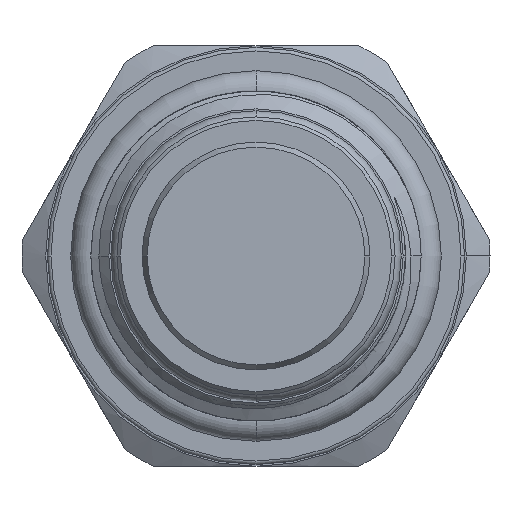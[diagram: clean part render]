
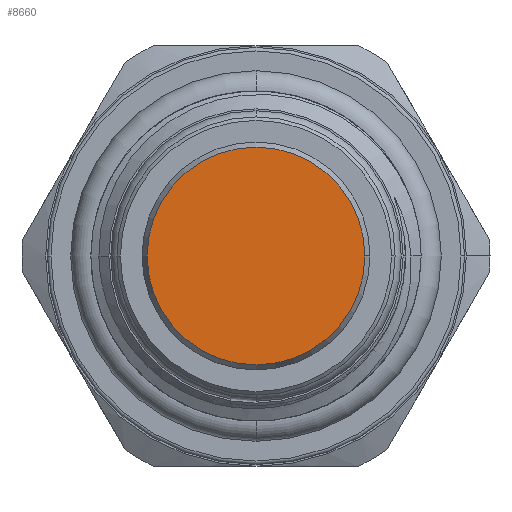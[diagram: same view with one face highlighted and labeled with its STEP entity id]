
A CAD part, left-side view. The second image highlights one B-rep face of the part: STEP entity #8660.
In plain terms, the highlighted planar face has unit normal (-1, 0, 0).
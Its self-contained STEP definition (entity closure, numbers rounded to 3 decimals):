
#204 = DIRECTION ( 'NONE',  ( 0., -1., 0. ) ) ;
#205 = DIRECTION ( 'NONE',  ( 1., 0., 0. ) ) ;
#215 = PLANE ( 'NONE',  #11285 ) ;
#219 = CARTESIAN_POINT ( 'NONE',  ( -64.995, -6.46, 0. ) ) ;
#290 = CARTESIAN_POINT ( 'NONE',  ( -64.995, 6.211, 0. ) ) ;
#467 = CARTESIAN_POINT ( 'NONE',  ( -64.995, -6.211, 0. ) ) ;
#740 = AXIS2_PLACEMENT_3D ( 'NONE', #10949, #10948, #10947 ) ;
#977 = EDGE_CURVE ( 'NONE', #3804, #3866, #13189, .T. ) ;
#3623 = ORIENTED_EDGE ( 'NONE', *, *, #977, .T. ) ;
#3804 = VERTEX_POINT ( 'NONE', #467 ) ;
#3866 = VERTEX_POINT ( 'NONE', #290 ) ;
#4480 = ORIENTED_EDGE ( 'NONE', *, *, #11272, .T. ) ;
#4651 = EDGE_LOOP ( 'NONE', ( #3623, #4480 ) ) ;
#8660 = ADVANCED_FACE ( 'NONE', ( #12525 ), #215, .F. ) ;
#8813 = DIRECTION ( 'NONE',  ( 0., -1., 0. ) ) ;
#8814 = DIRECTION ( 'NONE',  ( -1., 0., 0. ) ) ;
#8815 = CARTESIAN_POINT ( 'NONE',  ( -64.995, 0., 0. ) ) ;
#10947 = DIRECTION ( 'NONE',  ( 0., -1., 0. ) ) ;
#10948 = DIRECTION ( 'NONE',  ( -1., 0., 0. ) ) ;
#10949 = CARTESIAN_POINT ( 'NONE',  ( -64.995, 0., 0. ) ) ;
#11272 = EDGE_CURVE ( 'NONE', #3866, #3804, #12359, .T. ) ;
#11285 = AXIS2_PLACEMENT_3D ( 'NONE', #219, #205, #204 ) ;
#11723 = AXIS2_PLACEMENT_3D ( 'NONE', #8815, #8814, #8813 ) ;
#12359 = CIRCLE ( 'NONE', #740, 6.211 ) ;
#12525 = FACE_OUTER_BOUND ( 'NONE', #4651, .T. ) ;
#13189 = CIRCLE ( 'NONE', #11723, 6.211 ) ;
